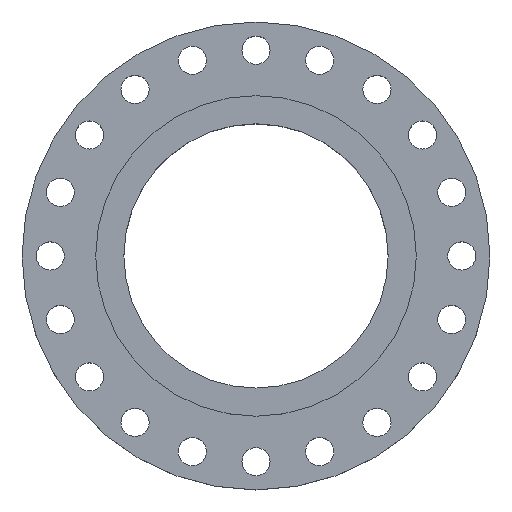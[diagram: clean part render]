
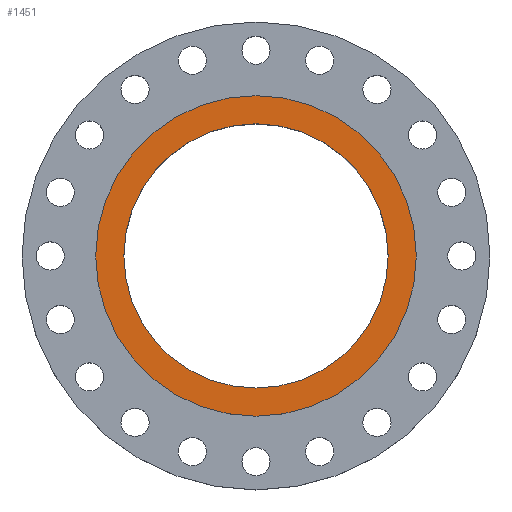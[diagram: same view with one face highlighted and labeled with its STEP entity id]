
A CAD part, top view. The second image highlights one B-rep face of the part: STEP entity #1451.
In plain terms, the highlighted planar face has unit normal (0, 0, 1).
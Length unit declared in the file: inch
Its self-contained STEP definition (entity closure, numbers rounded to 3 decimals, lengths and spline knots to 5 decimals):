
#43 = ORIENTED_EDGE ( 'NONE', *, *, #1366, .F. ) ;
#105 = VERTEX_POINT ( 'NONE', #1186 ) ;
#199 = PLANE ( 'NONE',  #1230 ) ;
#234 = CARTESIAN_POINT ( 'NONE',  ( 0., 0., 0. ) ) ;
#261 = VERTEX_POINT ( 'NONE', #472 ) ;
#262 = DIRECTION ( 'NONE',  ( 1., 0., 0. ) ) ;
#278 = CIRCLE ( 'NONE', #743, 7.625 ) ;
#285 = EDGE_LOOP ( 'NONE', ( #1714, #1964 ) ) ;
#337 = ORIENTED_EDGE ( 'NONE', *, *, #1840, .F. ) ;
#365 = EDGE_CURVE ( 'NONE', #261, #1985, #1863, .T. ) ;
#472 = CARTESIAN_POINT ( 'NONE',  ( 9.25, 0., 0. ) ) ;
#485 = AXIS2_PLACEMENT_3D ( 'NONE', #1580, #2039, #660 ) ;
#660 = DIRECTION ( 'NONE',  ( 1., 0., 0. ) ) ;
#743 = AXIS2_PLACEMENT_3D ( 'NONE', #1951, #1296, #1925 ) ;
#826 = DIRECTION ( 'NONE',  ( 1., 0., 0. ) ) ;
#830 = CARTESIAN_POINT ( 'NONE',  ( 0., 7.625, 0. ) ) ;
#844 = DIRECTION ( 'NONE',  ( -1., 0., 0. ) ) ;
#864 = AXIS2_PLACEMENT_3D ( 'NONE', #1434, #1134, #826 ) ;
#894 = CARTESIAN_POINT ( 'NONE',  ( -9.25, 0., 0. ) ) ;
#903 = CIRCLE ( 'NONE', #937, 9.25 ) ;
#937 = AXIS2_PLACEMENT_3D ( 'NONE', #234, #1210, #262 ) ;
#996 = CIRCLE ( 'NONE', #485, 7.625 ) ;
#1077 = EDGE_LOOP ( 'NONE', ( #337, #43 ) ) ;
#1121 = EDGE_CURVE ( 'NONE', #1985, #261, #903, .T. ) ;
#1134 = DIRECTION ( 'NONE',  ( 0., 0., 1. ) ) ;
#1186 = CARTESIAN_POINT ( 'NONE',  ( 7.625, 0., 0. ) ) ;
#1210 = DIRECTION ( 'NONE',  ( 0., 0., 1. ) ) ;
#1230 = AXIS2_PLACEMENT_3D ( 'NONE', #830, #1461, #844 ) ;
#1296 = DIRECTION ( 'NONE',  ( 0., 0., 1. ) ) ;
#1366 = EDGE_CURVE ( 'NONE', #2013, #105, #278, .T. ) ;
#1434 = CARTESIAN_POINT ( 'NONE',  ( 0., 0., 0. ) ) ;
#1451 = ADVANCED_FACE ( 'NONE', ( #1611, #1620 ), #199, .F. ) ;
#1461 = DIRECTION ( 'NONE',  ( 0., 0., -1. ) ) ;
#1580 = CARTESIAN_POINT ( 'NONE',  ( 0., 0., 0. ) ) ;
#1611 = FACE_BOUND ( 'NONE', #1077, .T. ) ;
#1620 = FACE_OUTER_BOUND ( 'NONE', #285, .T. ) ;
#1714 = ORIENTED_EDGE ( 'NONE', *, *, #365, .T. ) ;
#1840 = EDGE_CURVE ( 'NONE', #105, #2013, #996, .T. ) ;
#1863 = CIRCLE ( 'NONE', #864, 9.25 ) ;
#1913 = CARTESIAN_POINT ( 'NONE',  ( -7.625, 0., 0. ) ) ;
#1925 = DIRECTION ( 'NONE',  ( 1., 0., 0. ) ) ;
#1951 = CARTESIAN_POINT ( 'NONE',  ( 0., 0., 0. ) ) ;
#1964 = ORIENTED_EDGE ( 'NONE', *, *, #1121, .T. ) ;
#1985 = VERTEX_POINT ( 'NONE', #894 ) ;
#2013 = VERTEX_POINT ( 'NONE', #1913 ) ;
#2039 = DIRECTION ( 'NONE',  ( 0., 0., 1. ) ) ;
